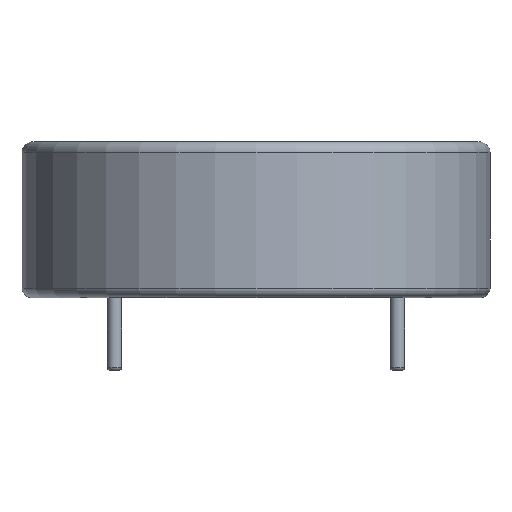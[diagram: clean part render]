
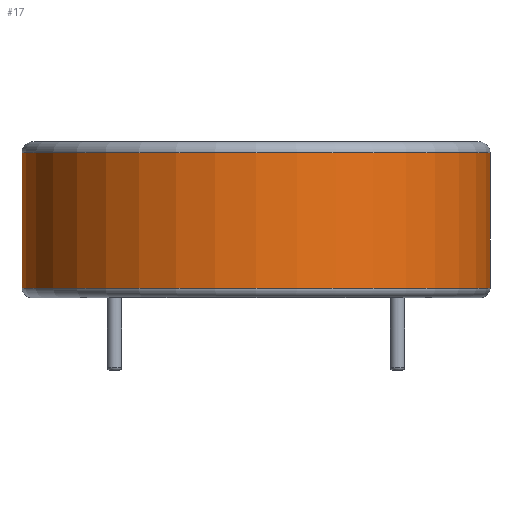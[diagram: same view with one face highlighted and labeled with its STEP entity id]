
A CAD part, front view. The second image highlights one B-rep face of the part: STEP entity #17.
In plain terms, the highlighted cylindrical face has radius 21 mm (diameter 42 mm), a full revolution.
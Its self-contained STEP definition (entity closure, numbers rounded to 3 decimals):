
#17=ADVANCED_FACE('',(#18),#43,.T.);
#18=FACE_BOUND('',#19,.F.);
#19=EDGE_LOOP('',(#20,#29,#36,#37));
#20=ORIENTED_EDGE('',*,*,#21,.F.);
#21=EDGE_CURVE('',#22,#24,#26,.T.);
#22=VERTEX_POINT('',#23);
#23=CARTESIAN_POINT('',(33.7,0.,13.05));
#24=VERTEX_POINT('',#25);
#25=CARTESIAN_POINT('',(33.7,0.,0.87));
#26=B_SPLINE_CURVE_WITH_KNOTS('',1,(#27,#28),.UNSPECIFIED.,.F.,.F.,(2,2),(-13.02,0.),.PIECEWISE_BEZIER_KNOTS.);
#27=CARTESIAN_POINT('',(33.7,0.,13.05));
#28=CARTESIAN_POINT('',(33.7,0.,0.03));
#29=ORIENTED_EDGE('',*,*,#30,.T.);
#30=EDGE_CURVE('',#22,#22,#31,.T.);
#31=CIRCLE('',#32,21.);
#32=AXIS2_PLACEMENT_3D('',#33,#34,#35);
#33=CARTESIAN_POINT('',(12.7,0.,13.05));
#34=DIRECTION('',(0.,0.,1.));
#35=DIRECTION('',(1.,0.,0.));
#36=ORIENTED_EDGE('',*,*,#21,.T.);
#37=ORIENTED_EDGE('',*,*,#38,.F.);
#38=EDGE_CURVE('',#24,#24,#39,.T.);
#39=CIRCLE('',#40,21.);
#40=AXIS2_PLACEMENT_3D('',#41,#34,#42);
#41=CARTESIAN_POINT('',(12.7,0.,0.87));
#42=DIRECTION('',(1.,0.,0.));
#43=CYLINDRICAL_SURFACE('',#44,21.);
#44=AXIS2_PLACEMENT_3D('',#45,#46,#47);
#45=CARTESIAN_POINT('',(12.7,0.,0.03));
#46=DIRECTION('',(0.,0.,-1.));
#47=DIRECTION('',(1.,0.,0.));
